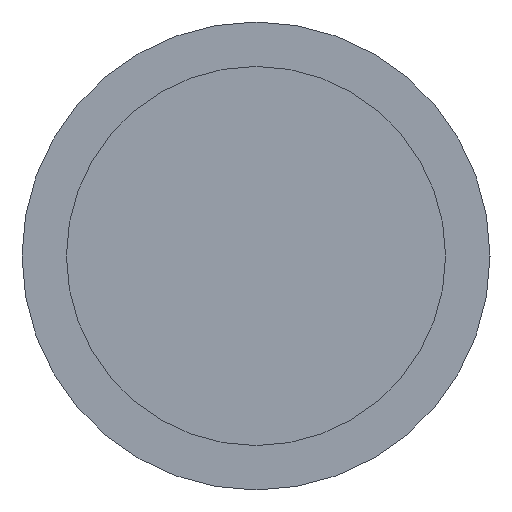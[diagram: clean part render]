
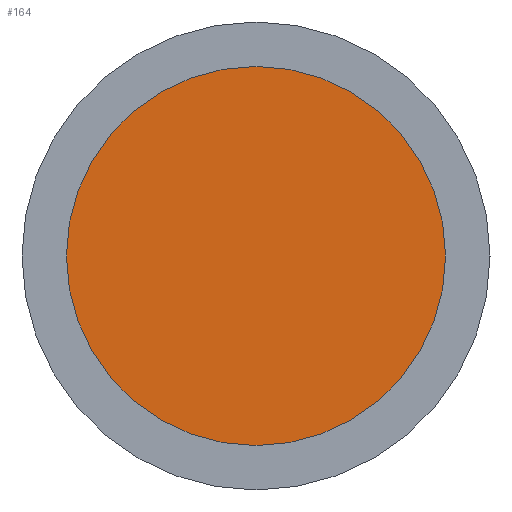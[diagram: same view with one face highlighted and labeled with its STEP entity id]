
A CAD part, left-side view. The second image highlights one B-rep face of the part: STEP entity #164.
In plain terms, the highlighted planar face has unit normal (-1, 0, 0).
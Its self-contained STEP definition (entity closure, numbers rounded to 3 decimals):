
#29=CARTESIAN_POINT('',(-8.5,0.,0.));
#30=DIRECTION('',(-1.,0.,0.));
#31=DIRECTION('',(0.,0.,-1.));
#32=AXIS2_PLACEMENT_3D('',#29,#30,#31);
#34=CARTESIAN_POINT('',(-8.5,0.,0.));
#35=DIRECTION('',(1.,0.,0.));
#36=DIRECTION('',(0.,0.,-1.));
#37=AXIS2_PLACEMENT_3D('',#34,#35,#36);
#86=CARTESIAN_POINT('',(-8.5,0.,-0.405));
#88=VERTEX_POINT('',#86);
#98=CARTESIAN_POINT('',(-8.5,0.,0.405));
#100=VERTEX_POINT('',#98);
#155=CARTESIAN_POINT('',(-8.5,0.,0.));
#156=DIRECTION('',(1.,0.,0.));
#157=DIRECTION('',(0.,0.,1.));
#158=AXIS2_PLACEMENT_3D('',#155,#156,#157);
#159=PLANE('',#158);
#160=ORIENTED_EDGE('',*,*,#148,.F.);
#161=ORIENTED_EDGE('',*,*,#137,.T.);
#162=EDGE_LOOP('',(#160,#161));
#163=FACE_OUTER_BOUND('',#162,.F.);
#164=ADVANCED_FACE('',(#163),#159,.F.);
#33=CIRCLE('',#32,0.405);
#38=CIRCLE('',#37,0.405);
#137=EDGE_CURVE('',#88,#100,#38,.T.);
#148=EDGE_CURVE('',#88,#100,#33,.T.);
